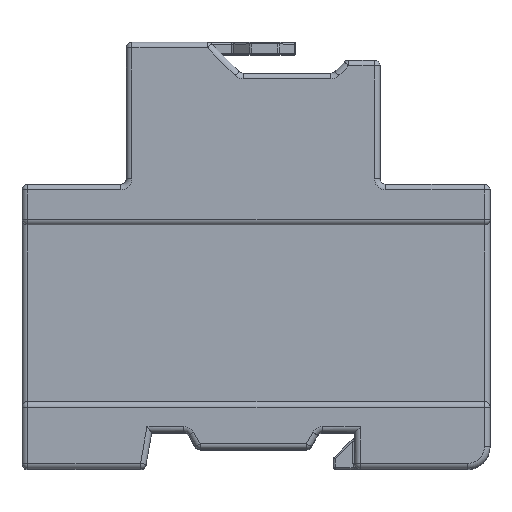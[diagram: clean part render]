
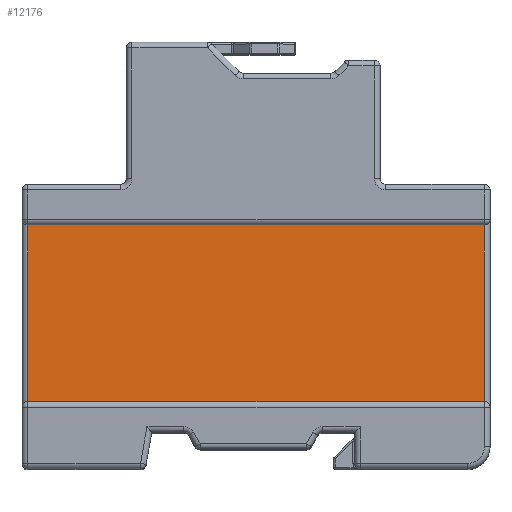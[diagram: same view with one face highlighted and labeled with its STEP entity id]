
A CAD part, top view. The second image highlights one B-rep face of the part: STEP entity #12176.
In plain terms, the highlighted planar face has unit normal (0, 0, 1).
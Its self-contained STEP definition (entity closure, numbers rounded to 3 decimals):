
#214 = DIRECTION ( 'NONE',  ( 0., 1., 0. ) ) ;
#373 = PLANE ( 'NONE',  #9593 ) ;
#760 = VERTEX_POINT ( 'NONE', #6032 ) ;
#809 = DIRECTION ( 'NONE',  ( 1., 0., 0. ) ) ;
#1310 = VECTOR ( 'NONE', #214, 1000. ) ;
#1474 = ORIENTED_EDGE ( 'NONE', *, *, #2755, .T. ) ;
#1849 = CARTESIAN_POINT ( 'NONE',  ( -69., 36.8, 35. ) ) ;
#2504 = ORIENTED_EDGE ( 'NONE', *, *, #7231, .F. ) ;
#2755 = EDGE_CURVE ( 'NONE', #760, #5338, #5359, .T. ) ;
#3057 = EDGE_LOOP ( 'NONE', ( #4476, #1474, #2504, #3392 ) ) ;
#3247 = EDGE_CURVE ( 'NONE', #8172, #760, #5951, .T. ) ;
#3392 = ORIENTED_EDGE ( 'NONE', *, *, #9377, .T. ) ;
#3534 = VECTOR ( 'NONE', #7961, 1000. ) ;
#3790 = VERTEX_POINT ( 'NONE', #9097 ) ;
#3851 = VECTOR ( 'NONE', #5962, 1000. ) ;
#4237 = DIRECTION ( 'NONE',  ( 0., 0., -1. ) ) ;
#4252 = CARTESIAN_POINT ( 'NONE',  ( 41., 36.8, 35. ) ) ;
#4336 = CARTESIAN_POINT ( 'NONE',  ( -40., 36.8, 35. ) ) ;
#4476 = ORIENTED_EDGE ( 'NONE', *, *, #3247, .T. ) ;
#5290 = VECTOR ( 'NONE', #809, 1000. ) ;
#5338 = VERTEX_POINT ( 'NONE', #4252 ) ;
#5359 = LINE ( 'NONE', #9461, #1310 ) ;
#5951 = LINE ( 'NONE', #10055, #5290 ) ;
#5962 = DIRECTION ( 'NONE',  ( 1., 0., 0. ) ) ;
#6032 = CARTESIAN_POINT ( 'NONE',  ( 41., 5.5, 35. ) ) ;
#6115 = FACE_OUTER_BOUND ( 'NONE', #3057, .T. ) ;
#7231 = EDGE_CURVE ( 'NONE', #3790, #5338, #11063, .T. ) ;
#7275 = CARTESIAN_POINT ( 'NONE',  ( -40., 5.5, 35. ) ) ;
#7961 = DIRECTION ( 'NONE',  ( 0., -1., 0. ) ) ;
#8027 = LINE ( 'NONE', #4336, #3534 ) ;
#8172 = VERTEX_POINT ( 'NONE', #7275 ) ;
#9097 = CARTESIAN_POINT ( 'NONE',  ( -40., 36.8, 35. ) ) ;
#9105 = DIRECTION ( 'NONE',  ( 0., 1., 0. ) ) ;
#9377 = EDGE_CURVE ( 'NONE', #3790, #8172, #8027, .T. ) ;
#9461 = CARTESIAN_POINT ( 'NONE',  ( 41., 36.8, 35. ) ) ;
#9593 = AXIS2_PLACEMENT_3D ( 'NONE', #9983, #4237, #9105 ) ;
#9983 = CARTESIAN_POINT ( 'NONE',  ( -69., 36.8, 35. ) ) ;
#10055 = CARTESIAN_POINT ( 'NONE',  ( -69., 5.5, 35. ) ) ;
#11063 = LINE ( 'NONE', #1849, #3851 ) ;
#12176 = ADVANCED_FACE ( 'NONE', ( #6115 ), #373, .F. ) ;
